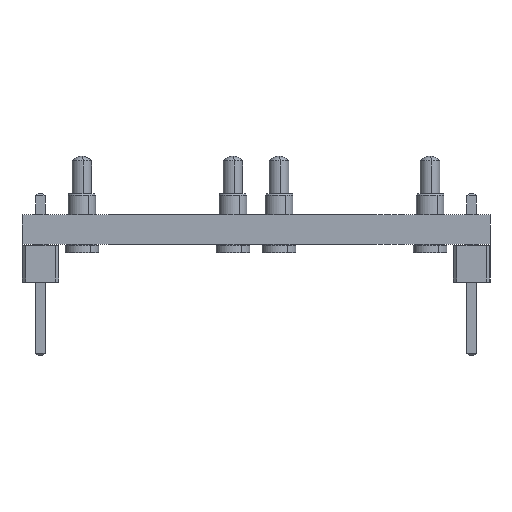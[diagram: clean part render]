
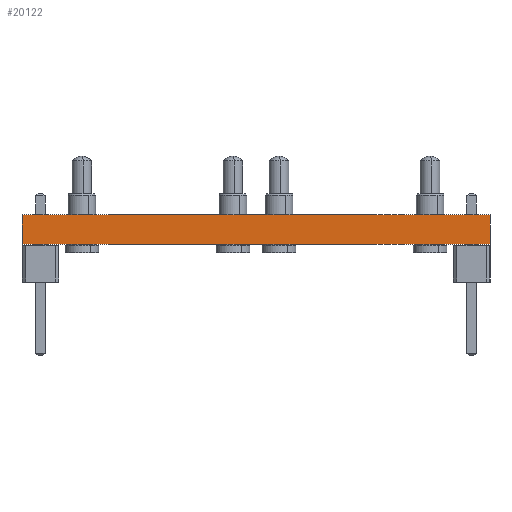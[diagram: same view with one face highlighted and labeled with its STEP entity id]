
A CAD part, front view. The second image highlights one B-rep face of the part: STEP entity #20122.
In plain terms, the highlighted planar face has unit normal (0, -1, 0).
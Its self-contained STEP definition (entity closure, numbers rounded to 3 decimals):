
#20122 = ADVANCED_FACE('',(#20123),#20137,.F.);
#20123 = FACE_BOUND('',#20124,.F.);
#20124 = EDGE_LOOP('',(#20125,#20160,#20188,#20216));
#20125 = ORIENTED_EDGE('',*,*,#20126,.T.);
#20126 = EDGE_CURVE('',#20127,#20129,#20131,.T.);
#20127 = VERTEX_POINT('',#20128);
#20128 = CARTESIAN_POINT('',(-12.7,-12.7,0.));
#20129 = VERTEX_POINT('',#20130);
#20130 = CARTESIAN_POINT('',(-12.7,-12.7,1.6));
#20131 = SURFACE_CURVE('',#20132,(#20136,#20148),.PCURVE_S1.);
#20132 = LINE('',#20133,#20134);
#20133 = CARTESIAN_POINT('',(-12.7,-12.7,0.));
#20134 = VECTOR('',#20135,1.);
#20135 = DIRECTION('',(0.,0.,1.));
#20136 = PCURVE('',#20137,#20142);
#20137 = PLANE('',#20138);
#20138 = AXIS2_PLACEMENT_3D('',#20139,#20140,#20141);
#20139 = CARTESIAN_POINT('',(-12.7,-12.7,0.));
#20140 = DIRECTION('',(0.,1.,0.));
#20141 = DIRECTION('',(1.,0.,0.));
#20142 = DEFINITIONAL_REPRESENTATION('',(#20143),#20147);
#20143 = LINE('',#20144,#20145);
#20144 = CARTESIAN_POINT('',(0.,0.));
#20145 = VECTOR('',#20146,1.);
#20146 = DIRECTION('',(0.,-1.));
#20147 = ( GEOMETRIC_REPRESENTATION_CONTEXT(2) 
PARAMETRIC_REPRESENTATION_CONTEXT() REPRESENTATION_CONTEXT('2D SPACE',''
  ) );
#20148 = PCURVE('',#20149,#20154);
#20149 = PLANE('',#20150);
#20150 = AXIS2_PLACEMENT_3D('',#20151,#20152,#20153);
#20151 = CARTESIAN_POINT('',(-12.7,12.7,0.));
#20152 = DIRECTION('',(1.,0.,-0.));
#20153 = DIRECTION('',(0.,-1.,0.));
#20154 = DEFINITIONAL_REPRESENTATION('',(#20155),#20159);
#20155 = LINE('',#20156,#20157);
#20156 = CARTESIAN_POINT('',(25.4,0.));
#20157 = VECTOR('',#20158,1.);
#20158 = DIRECTION('',(0.,-1.));
#20159 = ( GEOMETRIC_REPRESENTATION_CONTEXT(2) 
PARAMETRIC_REPRESENTATION_CONTEXT() REPRESENTATION_CONTEXT('2D SPACE',''
  ) );
#20160 = ORIENTED_EDGE('',*,*,#20161,.T.);
#20161 = EDGE_CURVE('',#20129,#20162,#20164,.T.);
#20162 = VERTEX_POINT('',#20163);
#20163 = CARTESIAN_POINT('',(12.7,-12.7,1.6));
#20164 = SURFACE_CURVE('',#20165,(#20169,#20176),.PCURVE_S1.);
#20165 = LINE('',#20166,#20167);
#20166 = CARTESIAN_POINT('',(-12.7,-12.7,1.6));
#20167 = VECTOR('',#20168,1.);
#20168 = DIRECTION('',(1.,0.,0.));
#20169 = PCURVE('',#20137,#20170);
#20170 = DEFINITIONAL_REPRESENTATION('',(#20171),#20175);
#20171 = LINE('',#20172,#20173);
#20172 = CARTESIAN_POINT('',(0.,-1.6));
#20173 = VECTOR('',#20174,1.);
#20174 = DIRECTION('',(1.,0.));
#20175 = ( GEOMETRIC_REPRESENTATION_CONTEXT(2) 
PARAMETRIC_REPRESENTATION_CONTEXT() REPRESENTATION_CONTEXT('2D SPACE',''
  ) );
#20176 = PCURVE('',#20177,#20182);
#20177 = PLANE('',#20178);
#20178 = AXIS2_PLACEMENT_3D('',#20179,#20180,#20181);
#20179 = CARTESIAN_POINT('',(0.,0.,1.6)
  );
#20180 = DIRECTION('',(0.,0.,1.));
#20181 = DIRECTION('',(1.,0.,-0.));
#20182 = DEFINITIONAL_REPRESENTATION('',(#20183),#20187);
#20183 = LINE('',#20184,#20185);
#20184 = CARTESIAN_POINT('',(-12.7,-12.7));
#20185 = VECTOR('',#20186,1.);
#20186 = DIRECTION('',(1.,0.));
#20187 = ( GEOMETRIC_REPRESENTATION_CONTEXT(2) 
PARAMETRIC_REPRESENTATION_CONTEXT() REPRESENTATION_CONTEXT('2D SPACE',''
  ) );
#20188 = ORIENTED_EDGE('',*,*,#20189,.F.);
#20189 = EDGE_CURVE('',#20190,#20162,#20192,.T.);
#20190 = VERTEX_POINT('',#20191);
#20191 = CARTESIAN_POINT('',(12.7,-12.7,0.));
#20192 = SURFACE_CURVE('',#20193,(#20197,#20204),.PCURVE_S1.);
#20193 = LINE('',#20194,#20195);
#20194 = CARTESIAN_POINT('',(12.7,-12.7,0.));
#20195 = VECTOR('',#20196,1.);
#20196 = DIRECTION('',(0.,0.,1.));
#20197 = PCURVE('',#20137,#20198);
#20198 = DEFINITIONAL_REPRESENTATION('',(#20199),#20203);
#20199 = LINE('',#20200,#20201);
#20200 = CARTESIAN_POINT('',(25.4,0.));
#20201 = VECTOR('',#20202,1.);
#20202 = DIRECTION('',(0.,-1.));
#20203 = ( GEOMETRIC_REPRESENTATION_CONTEXT(2) 
PARAMETRIC_REPRESENTATION_CONTEXT() REPRESENTATION_CONTEXT('2D SPACE',''
  ) );
#20204 = PCURVE('',#20205,#20210);
#20205 = PLANE('',#20206);
#20206 = AXIS2_PLACEMENT_3D('',#20207,#20208,#20209);
#20207 = CARTESIAN_POINT('',(12.7,-12.7,0.));
#20208 = DIRECTION('',(-1.,0.,0.));
#20209 = DIRECTION('',(0.,1.,0.));
#20210 = DEFINITIONAL_REPRESENTATION('',(#20211),#20215);
#20211 = LINE('',#20212,#20213);
#20212 = CARTESIAN_POINT('',(0.,0.));
#20213 = VECTOR('',#20214,1.);
#20214 = DIRECTION('',(0.,-1.));
#20215 = ( GEOMETRIC_REPRESENTATION_CONTEXT(2) 
PARAMETRIC_REPRESENTATION_CONTEXT() REPRESENTATION_CONTEXT('2D SPACE',''
  ) );
#20216 = ORIENTED_EDGE('',*,*,#20217,.F.);
#20217 = EDGE_CURVE('',#20127,#20190,#20218,.T.);
#20218 = SURFACE_CURVE('',#20219,(#20223,#20230),.PCURVE_S1.);
#20219 = LINE('',#20220,#20221);
#20220 = CARTESIAN_POINT('',(-12.7,-12.7,0.));
#20221 = VECTOR('',#20222,1.);
#20222 = DIRECTION('',(1.,0.,0.));
#20223 = PCURVE('',#20137,#20224);
#20224 = DEFINITIONAL_REPRESENTATION('',(#20225),#20229);
#20225 = LINE('',#20226,#20227);
#20226 = CARTESIAN_POINT('',(0.,0.));
#20227 = VECTOR('',#20228,1.);
#20228 = DIRECTION('',(1.,0.));
#20229 = ( GEOMETRIC_REPRESENTATION_CONTEXT(2) 
PARAMETRIC_REPRESENTATION_CONTEXT() REPRESENTATION_CONTEXT('2D SPACE',''
  ) );
#20230 = PCURVE('',#20231,#20236);
#20231 = PLANE('',#20232);
#20232 = AXIS2_PLACEMENT_3D('',#20233,#20234,#20235);
#20233 = CARTESIAN_POINT('',(0.,0.,0.)
  );
#20234 = DIRECTION('',(0.,0.,1.));
#20235 = DIRECTION('',(1.,0.,-0.));
#20236 = DEFINITIONAL_REPRESENTATION('',(#20237),#20241);
#20237 = LINE('',#20238,#20239);
#20238 = CARTESIAN_POINT('',(-12.7,-12.7));
#20239 = VECTOR('',#20240,1.);
#20240 = DIRECTION('',(1.,0.));
#20241 = ( GEOMETRIC_REPRESENTATION_CONTEXT(2) 
PARAMETRIC_REPRESENTATION_CONTEXT() REPRESENTATION_CONTEXT('2D SPACE',''
  ) );
